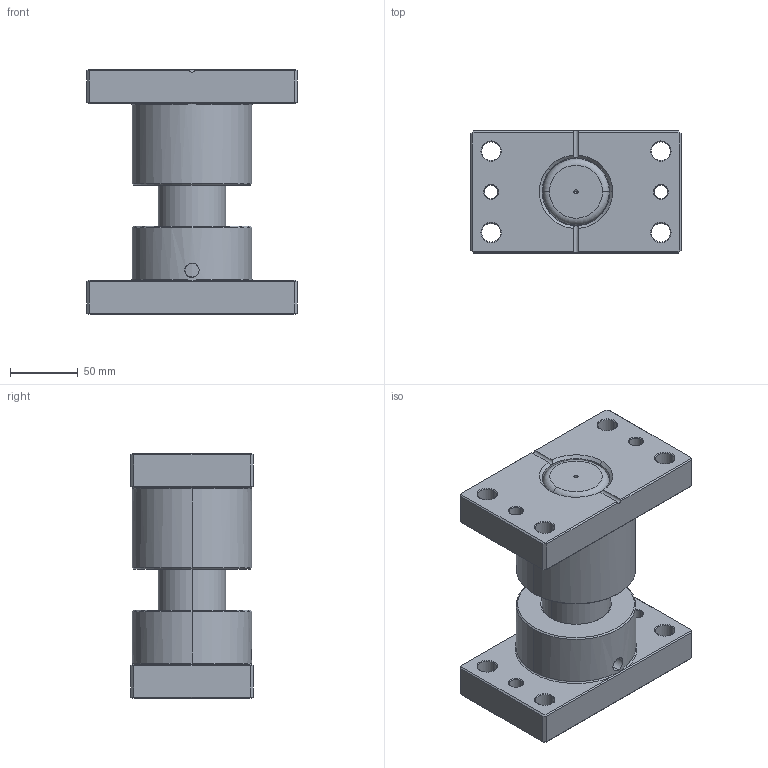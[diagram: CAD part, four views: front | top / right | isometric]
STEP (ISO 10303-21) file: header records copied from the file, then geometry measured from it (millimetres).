
FILE_DESCRIPTION (( 'STEP AP214' ), '1' );
FILE_NAME ('MYP-D50-L180.STEP', '2021-09-18T02:39:50', ( 'User' ), ( 'china' ), 'SwSTEP 2.0', 'SolidWorks 2016', '' );
FILE_SCHEMA (( 'AUTOMOTIVE_DESIGN' ));
Length unit declared in the file: millimetre
Products named in the file (4): SZBP-D50; MGP-D50-L180; MGHP-D50; MYP-D50-L180
Assembly tree (3 placements, depth 2):
  MYP-D50-L180
    MGHP-D50
    MGP-D50-L180
    SZBP-D50
Bounding box: 155 x 90 x 180.29 mm (x, y, z)
Volume: 1316864.7 mm3; surface area: 162298.3 mm2
Topology: 3 solids, 3 shells, 223 faces, 522 edges, 298 vertices
Faces by surface type: plane 72, cone 69, cylinder 60, torus 14, bspline 8
Entity records: 6883 total; most frequent: CARTESIAN_POINT 1565, DIRECTION 1145, ORIENTED_EDGE 1024, EDGE_CURVE 512, AXIS2_PLACEMENT_3D 432, VERTEX_POINT 298, VECTOR 281, LINE 281
